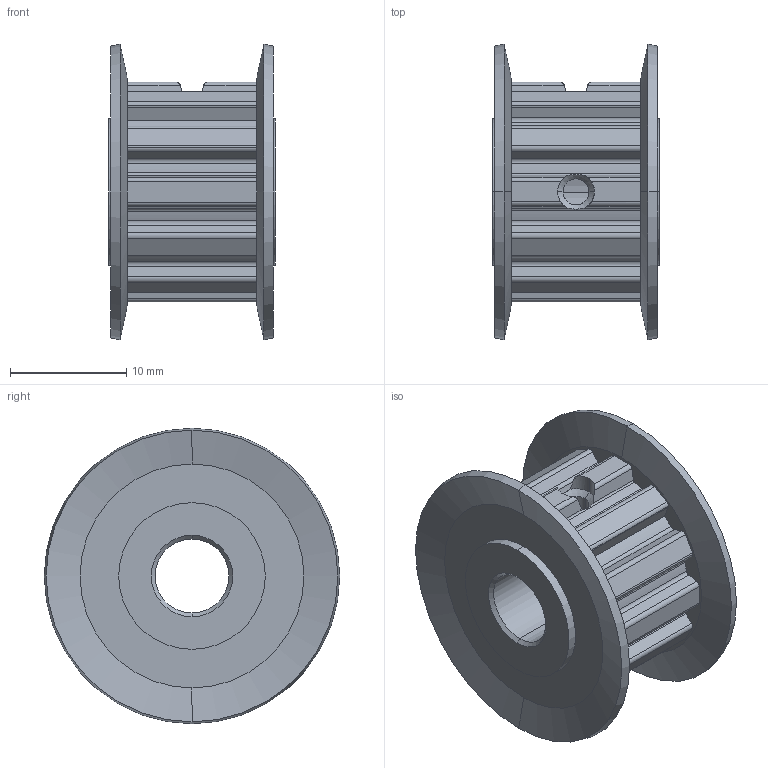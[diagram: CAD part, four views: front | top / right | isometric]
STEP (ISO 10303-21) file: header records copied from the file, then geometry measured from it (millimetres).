
FILE_DESCRIPTION (( 'STEP AP214' ), '1' );
FILE_NAME ('APB12XL037AF-250.step', '2015-04-08T21:03:22', ( '' ), ( '' ), 'SwSTEP 2.0', 'SolidWorks 2014', '' );
FILE_SCHEMA (( 'AUTOMOTIVE_DESIGN' ));
Length unit declared in the file: inch
Products named in the file (1): APB12XL037AF-250
Bounding box: 14.3 x 25.4 x 25.4 mm (x, y, z)
Volume: 3251.4 mm3; surface area: 2843.9 mm2
Topology: 1 solids, 1 shells, 155 faces, 437 edges, 285 vertices
Faces by surface type: cylinder 87, plane 48, cone 20
Entity records: 5250 total; most frequent: CARTESIAN_POINT 1090, DIRECTION 898, ORIENTED_EDGE 874, EDGE_CURVE 437, AXIS2_PLACEMENT_3D 339, VERTEX_POINT 285, LINE 220, VECTOR 220
